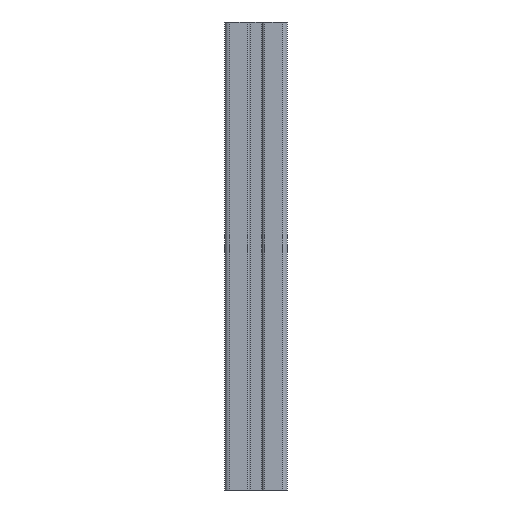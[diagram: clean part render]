
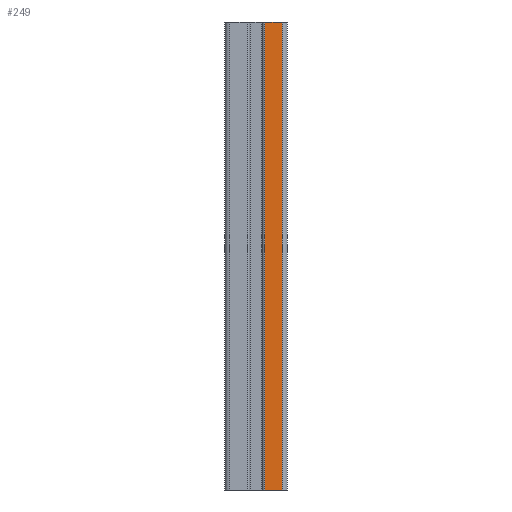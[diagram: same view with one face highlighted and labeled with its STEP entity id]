
A CAD part, front view. The second image highlights one B-rep face of the part: STEP entity #249.
In plain terms, the highlighted planar face has unit normal (0, -1, 0).
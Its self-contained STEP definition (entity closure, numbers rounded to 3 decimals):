
#17 = EDGE_CURVE ( 'NONE', #1006, #979, #1854, .T. ) ;
#25 = EDGE_CURVE ( 'NONE', #973, #980, #1857, .T. ) ;
#204 = EDGE_CURVE ( 'NONE', #979, #980, #2711, .T. ) ;
#205 = EDGE_CURVE ( 'NONE', #1006, #973, #2713, .T. ) ;
#249 = ADVANCED_FACE ( 'NONE', ( #2745 ), #2950, .T. ) ;
#483 = CARTESIAN_POINT ( 'NONE',  ( 5.63, -20., -300. ) ) ;
#484 = DIRECTION ( 'NONE',  ( 0., 0., 1. ) ) ;
#498 = CARTESIAN_POINT ( 'NONE',  ( 16.83, -20., -300. ) ) ;
#499 = DIRECTION ( 'NONE',  ( 0., 0., 1. ) ) ;
#958 = EDGE_LOOP ( 'NONE', ( #1502, #1504, #1503, #1505 ) ) ;
#973 = VERTEX_POINT ( 'NONE', #4519 ) ;
#979 = VERTEX_POINT ( 'NONE', #4525 ) ;
#980 = VERTEX_POINT ( 'NONE', #4526 ) ;
#1006 = VERTEX_POINT ( 'NONE', #4552 ) ;
#1502 = ORIENTED_EDGE ( 'NONE', *, *, #204, .F. ) ;
#1503 = ORIENTED_EDGE ( 'NONE', *, *, #205, .T. ) ;
#1504 = ORIENTED_EDGE ( 'NONE', *, *, #17, .F. ) ;
#1505 = ORIENTED_EDGE ( 'NONE', *, *, #25, .T. ) ;
#1854 = LINE ( 'NONE', #483, #4762 ) ;
#1857 = LINE ( 'NONE', #498, #4766 ) ;
#2598 = CARTESIAN_POINT ( 'NONE',  ( 13.005, -20., 0. ) ) ;
#2599 = DIRECTION ( 'NONE',  ( 1., 0., 0. ) ) ;
#2600 = CARTESIAN_POINT ( 'NONE',  ( 5.63, -20., -300. ) ) ;
#2601 = DIRECTION ( 'NONE',  ( 1., 0., 0. ) ) ;
#2711 = LINE ( 'NONE', #2598, #2826 ) ;
#2713 = LINE ( 'NONE', #2600, #2827 ) ;
#2745 = FACE_OUTER_BOUND ( 'NONE', #958, .T. ) ;
#2826 = VECTOR ( 'NONE', #2599, 1000. ) ;
#2827 = VECTOR ( 'NONE', #2601, 1000. ) ;
#2885 = AXIS2_PLACEMENT_3D ( 'NONE', #2951, #2952, #2953 ) ;
#2950 = PLANE ( 'NONE',  #2885 ) ;
#2951 = CARTESIAN_POINT ( 'NONE',  ( 13.005, -20., -300. ) ) ;
#2952 = DIRECTION ( 'NONE',  ( 0., -1., 0. ) ) ;
#2953 = DIRECTION ( 'NONE',  ( 1., 0., 0. ) ) ;
#4519 = CARTESIAN_POINT ( 'NONE',  ( 16.83, -20., -300. ) ) ;
#4525 = CARTESIAN_POINT ( 'NONE',  ( 5.63, -20., 0. ) ) ;
#4526 = CARTESIAN_POINT ( 'NONE',  ( 16.83, -20., 0. ) ) ;
#4552 = CARTESIAN_POINT ( 'NONE',  ( 5.63, -20., -300. ) ) ;
#4762 = VECTOR ( 'NONE', #484, 1000. ) ;
#4766 = VECTOR ( 'NONE', #499, 1000. ) ;
